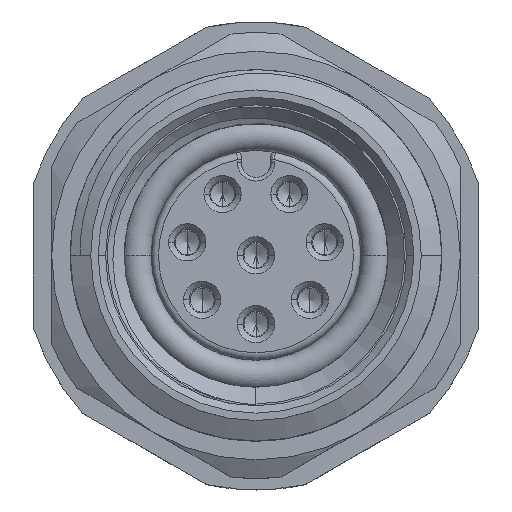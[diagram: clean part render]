
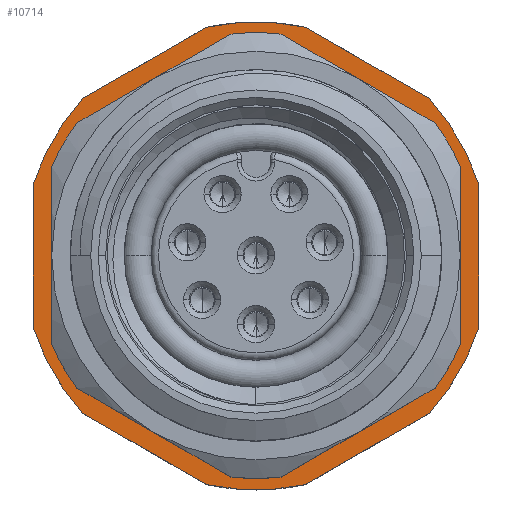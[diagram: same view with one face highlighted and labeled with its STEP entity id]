
A CAD part, top view. The second image highlights one B-rep face of the part: STEP entity #10714.
In plain terms, the highlighted planar face has unit normal (0, 0, 1).
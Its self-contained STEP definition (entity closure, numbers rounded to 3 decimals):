
#6380=CARTESIAN_POINT('',(0.,0.,-3.8));
#6381=DIRECTION('',(0.,0.,-1.));
#6382=DIRECTION('',(-0.212,0.977,0.));
#6383=AXIS2_PLACEMENT_3D('',#6380,#6381,#6382);
#6385=DIRECTION('',(0.866,-0.5,0.));
#6386=VECTOR('',#6385,3.842);
#6387=CARTESIAN_POINT('',(1.336,6.157,-3.8));
#6388=LINE('',#6387,#6386);
#6389=CARTESIAN_POINT('',(0.,0.,-3.8));
#6390=DIRECTION('',(0.,0.,-1.));
#6391=DIRECTION('',(0.74,0.672,0.));
#6392=AXIS2_PLACEMENT_3D('',#6389,#6390,#6391);
#6394=DIRECTION('',(0.,-1.,0.));
#6395=VECTOR('',#6394,3.842);
#6396=CARTESIAN_POINT('',(6.,1.921,-3.8));
#6397=LINE('',#6396,#6395);
#6398=CARTESIAN_POINT('',(0.,0.,-3.8));
#6399=DIRECTION('',(0.,0.,-1.));
#6400=DIRECTION('',(0.952,-0.305,0.));
#6401=AXIS2_PLACEMENT_3D('',#6398,#6399,#6400);
#6403=DIRECTION('',(-0.866,-0.5,0.));
#6404=VECTOR('',#6403,3.842);
#6405=CARTESIAN_POINT('',(4.664,-4.236,-3.8));
#6406=LINE('',#6405,#6404);
#6407=CARTESIAN_POINT('',(0.,0.,-3.8));
#6408=DIRECTION('',(0.,0.,-1.));
#6409=DIRECTION('',(0.212,-0.977,0.));
#6410=AXIS2_PLACEMENT_3D('',#6407,#6408,#6409);
#6412=DIRECTION('',(-0.866,0.5,0.));
#6413=VECTOR('',#6412,3.842);
#6414=CARTESIAN_POINT('',(-1.336,-6.157,-3.8));
#6415=LINE('',#6414,#6413);
#6416=CARTESIAN_POINT('',(0.,0.,-3.8));
#6417=DIRECTION('',(0.,0.,-1.));
#6418=DIRECTION('',(-0.74,-0.672,0.));
#6419=AXIS2_PLACEMENT_3D('',#6416,#6417,#6418);
#6421=DIRECTION('',(0.,1.,0.));
#6422=VECTOR('',#6421,3.842);
#6423=CARTESIAN_POINT('',(-6.,-1.921,-3.8));
#6424=LINE('',#6423,#6422);
#6425=CARTESIAN_POINT('',(0.,0.,-3.8));
#6426=DIRECTION('',(0.,0.,-1.));
#6427=DIRECTION('',(-0.952,0.305,0.));
#6428=AXIS2_PLACEMENT_3D('',#6425,#6426,#6427);
#6430=DIRECTION('',(0.866,0.5,0.));
#6431=VECTOR('',#6430,3.842);
#6432=CARTESIAN_POINT('',(-4.664,4.236,-3.8));
#6433=LINE('',#6432,#6431);
#6434=CARTESIAN_POINT('',(0.,0.,-3.8));
#6435=DIRECTION('',(0.,0.,1.));
#6436=DIRECTION('',(-1.,0.,0.));
#6437=AXIS2_PLACEMENT_3D('',#6434,#6435,#6436);
#6439=CARTESIAN_POINT('',(0.,0.,-3.8));
#6440=DIRECTION('',(0.,0.,1.));
#6441=DIRECTION('',(1.,0.,0.));
#6442=AXIS2_PLACEMENT_3D('',#6439,#6440,#6441);
#9730=CARTESIAN_POINT('',(-1.336,6.157,-3.8));
#9731=CARTESIAN_POINT('',(1.336,6.157,-3.8));
#9732=VERTEX_POINT('',#9730);
#9733=VERTEX_POINT('',#9731);
#9734=CARTESIAN_POINT('',(4.664,4.236,-3.8));
#9735=VERTEX_POINT('',#9734);
#9736=CARTESIAN_POINT('',(6.,1.921,-3.8));
#9737=VERTEX_POINT('',#9736);
#9738=CARTESIAN_POINT('',(6.,-1.921,-3.8));
#9739=VERTEX_POINT('',#9738);
#9740=CARTESIAN_POINT('',(4.664,-4.236,-3.8));
#9741=VERTEX_POINT('',#9740);
#9742=CARTESIAN_POINT('',(1.336,-6.157,-3.8));
#9743=VERTEX_POINT('',#9742);
#9744=CARTESIAN_POINT('',(-1.336,-6.157,-3.8));
#9745=VERTEX_POINT('',#9744);
#9746=CARTESIAN_POINT('',(-4.664,-4.236,-3.8));
#9747=VERTEX_POINT('',#9746);
#9748=CARTESIAN_POINT('',(-6.,-1.921,-3.8));
#9749=VERTEX_POINT('',#9748);
#9750=CARTESIAN_POINT('',(-6.,1.921,-3.8));
#9751=VERTEX_POINT('',#9750);
#9752=CARTESIAN_POINT('',(-4.664,4.236,-3.8));
#9753=VERTEX_POINT('',#9752);
#9772=CARTESIAN_POINT('',(-4.7,0.,-3.8));
#9773=CARTESIAN_POINT('',(4.7,0.,-3.8));
#9774=VERTEX_POINT('',#9772);
#9775=VERTEX_POINT('',#9773);
#10677=CARTESIAN_POINT('',(0.,0.,-3.8));
#10678=DIRECTION('',(0.,0.,-1.));
#10679=DIRECTION('',(-1.,0.,0.));
#10680=AXIS2_PLACEMENT_3D('',#10677,#10678,#10679);
#10681=PLANE('',#10680);
#10683=ORIENTED_EDGE('',*,*,#10682,.T.);
#10685=ORIENTED_EDGE('',*,*,#10684,.T.);
#10687=ORIENTED_EDGE('',*,*,#10686,.T.);
#10689=ORIENTED_EDGE('',*,*,#10688,.T.);
#10691=ORIENTED_EDGE('',*,*,#10690,.T.);
#10693=ORIENTED_EDGE('',*,*,#10692,.T.);
#10695=ORIENTED_EDGE('',*,*,#10694,.T.);
#10697=ORIENTED_EDGE('',*,*,#10696,.T.);
#10699=ORIENTED_EDGE('',*,*,#10698,.T.);
#10701=ORIENTED_EDGE('',*,*,#10700,.T.);
#10703=ORIENTED_EDGE('',*,*,#10702,.T.);
#10705=ORIENTED_EDGE('',*,*,#10704,.T.);
#10706=EDGE_LOOP('',(#10683,#10685,#10687,#10689,#10691,#10693,#10695,#10697,
#10699,#10701,#10703,#10705));
#10707=FACE_OUTER_BOUND('',#10706,.F.);
#10709=ORIENTED_EDGE('',*,*,#10708,.T.);
#10711=ORIENTED_EDGE('',*,*,#10710,.T.);
#10712=EDGE_LOOP('',(#10709,#10711));
#10713=FACE_BOUND('',#10712,.F.);
#6384=CIRCLE('',#6383,6.3);
#6393=CIRCLE('',#6392,6.3);
#6402=CIRCLE('',#6401,6.3);
#6411=CIRCLE('',#6410,6.3);
#6420=CIRCLE('',#6419,6.3);
#6429=CIRCLE('',#6428,6.3);
#6438=CIRCLE('',#6437,4.7);
#6443=CIRCLE('',#6442,4.7);
#10682=EDGE_CURVE('',#9732,#9733,#6384,.T.);
#10684=EDGE_CURVE('',#9733,#9735,#6388,.T.);
#10686=EDGE_CURVE('',#9735,#9737,#6393,.T.);
#10688=EDGE_CURVE('',#9737,#9739,#6397,.T.);
#10690=EDGE_CURVE('',#9739,#9741,#6402,.T.);
#10692=EDGE_CURVE('',#9741,#9743,#6406,.T.);
#10694=EDGE_CURVE('',#9743,#9745,#6411,.T.);
#10696=EDGE_CURVE('',#9745,#9747,#6415,.T.);
#10698=EDGE_CURVE('',#9747,#9749,#6420,.T.);
#10700=EDGE_CURVE('',#9749,#9751,#6424,.T.);
#10702=EDGE_CURVE('',#9751,#9753,#6429,.T.);
#10704=EDGE_CURVE('',#9753,#9732,#6433,.T.);
#10708=EDGE_CURVE('',#9774,#9775,#6438,.T.);
#10710=EDGE_CURVE('',#9775,#9774,#6443,.T.);
#10714=ADVANCED_FACE('',(#10707,#10713),#10681,.F.);
